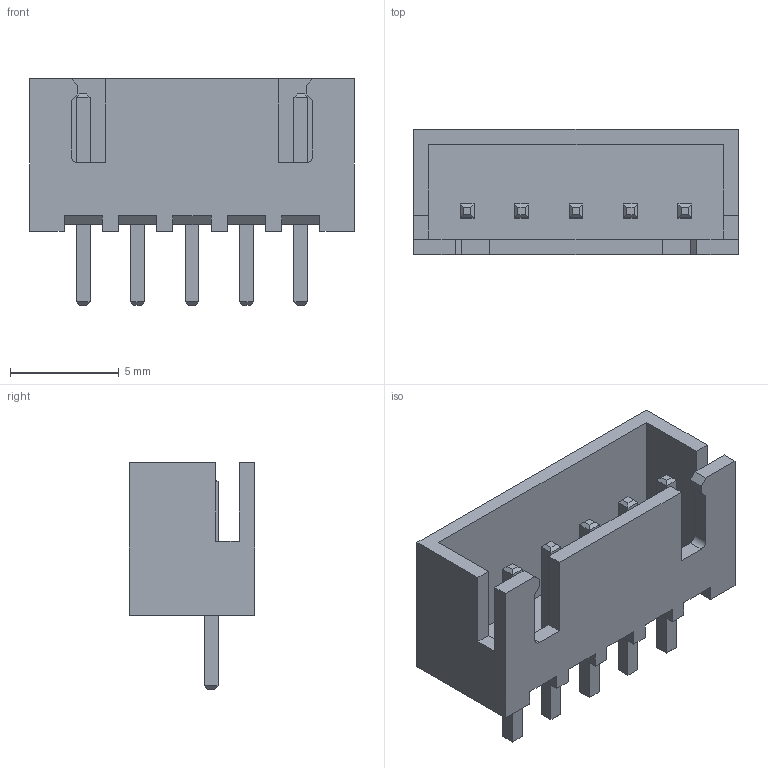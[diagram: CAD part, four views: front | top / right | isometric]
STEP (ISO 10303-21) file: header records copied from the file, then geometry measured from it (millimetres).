
FILE_DESCRIPTION(/* description */ ('STEP AP203'),/* implementation_level */ '2;1');
FILE_NAME(/* name */ '',/* time_stamp */ '2024-10-19T16:39:52+09:00',/* author */ (''),/* organization */ (''),/* preprocessor_version */ 'ST-DEVELOPER v20',/* originating_system */ 'Autodesk Translation Framework v13.20.0.188',/* authorisation */ '');
FILE_SCHEMA (('AUTOMOTIVE_DESIGN { 1 0 10303 214 3 1 1 }'));
Length unit declared in the file: millimetre
Products named in the file (1): XH 2,54_5p
Bounding box: 14.9 x 5.75 x 10.4 mm (x, y, z)
Volume: 212.6 mm3; surface area: 807.3 mm2
Topology: 6 solids, 6 shells, 152 faces, 380 edges, 240 vertices
Faces by surface type: plane 150, cylinder 2
Entity records: 4450 total; most frequent: CARTESIAN_POINT 773, ORIENTED_EDGE 760, DIRECTION 690, EDGE_CURVE 380, LINE 376, VECTOR 376, VERTEX_POINT 240, EDGE_LOOP 162
